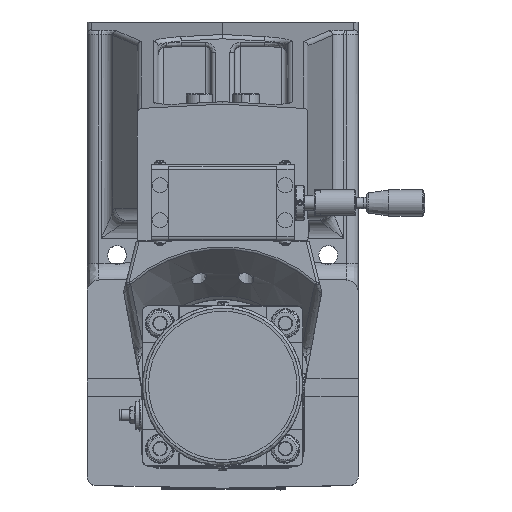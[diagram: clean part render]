
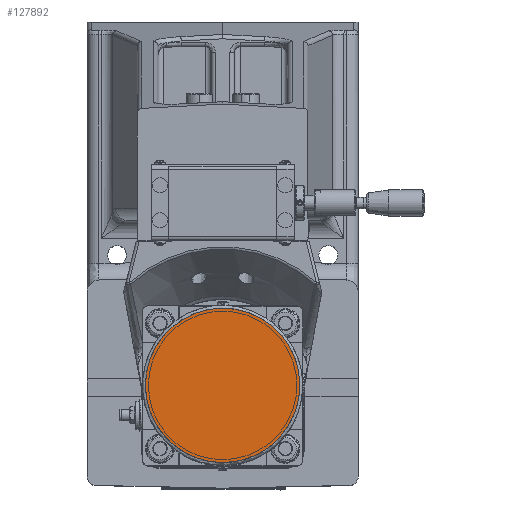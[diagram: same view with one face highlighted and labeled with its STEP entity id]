
A CAD part, top view. The second image highlights one B-rep face of the part: STEP entity #127892.
In plain terms, the highlighted planar face has unit normal (0, 0, 1).
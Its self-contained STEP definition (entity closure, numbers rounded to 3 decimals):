
#127750=CARTESIAN_POINT('',(53.,-32.,591.75));
#127751=VERTEX_POINT('',#127750);
#127752=CARTESIAN_POINT('',(0.,-32.,591.75));
#127753=DIRECTION('',(0.0,0.0,-1.0));
#127754=DIRECTION('',(-1.0,0.0,0.0));
#127755=AXIS2_PLACEMENT_3D('',#127752,#127753,#127754);
#127756=CIRCLE('',#127755,53.0);
#127757=EDGE_CURVE('',#127751,#127751,#127756,.T.);
#127884=CARTESIAN_POINT('',(0.,-32.,591.75));
#127885=DIRECTION('',(0.0,0.0,-1.0));
#127886=DIRECTION('',(-1.0,0.0,0.0));
#127887=AXIS2_PLACEMENT_3D('',#127884,#127885,#127886);
#127888=PLANE('',#127887);
#127889=ORIENTED_EDGE('',*,*,#127757,.F.);
#127890=EDGE_LOOP('',(#127889));
#127891=FACE_OUTER_BOUND('',#127890,.T.);
#127892=ADVANCED_FACE('',(#127891),#127888,.F.);
